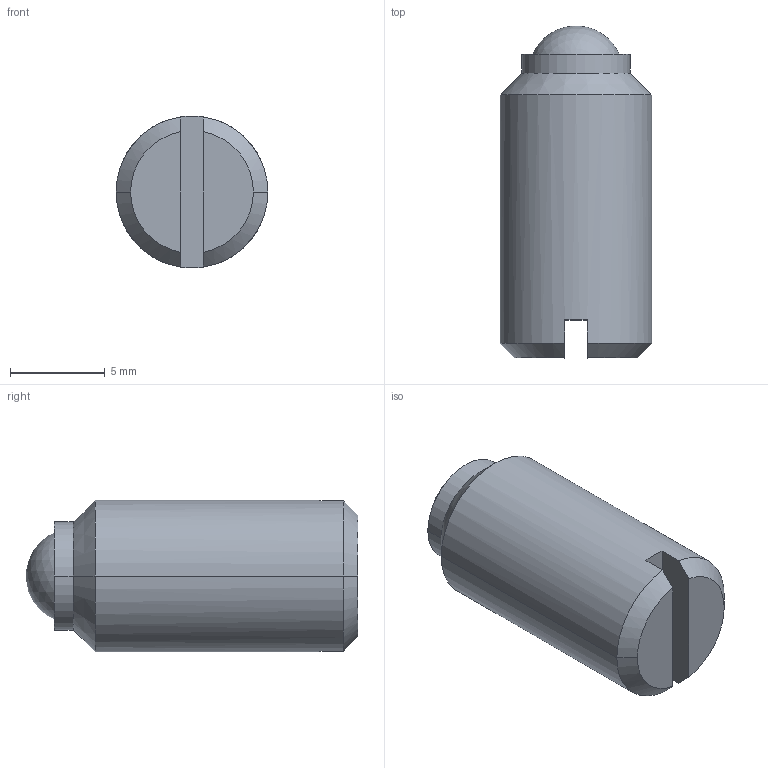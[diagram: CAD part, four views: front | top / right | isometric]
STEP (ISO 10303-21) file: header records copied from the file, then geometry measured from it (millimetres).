
FILE_DESCRIPTION( ( '' ), '1' );
FILE_NAME( 'K0310.08_(0).stp', '2012-11-01T10:51:42', ( '' ), ( '' ), ' ', ' ', ' ' );
FILE_SCHEMA( ( 'CONFIG_CONTROL_DESIGN' ) );
Length unit declared in the file: millimetre
Products named in the file (1): 1
Bounding box: 8 x 17.48 x 8 mm (x, y, z)
Volume: 707.2 mm3; surface area: 633.6 mm2
Topology: 1 solids, 2 shells, 23 faces, 48 edges, 30 vertices
Faces by surface type: cylinder 8, plane 7, cone 6, sphere 2
Entity records: 656 total; most frequent: DIRECTION 116, CARTESIAN_POINT 110, ORIENTED_EDGE 96, AXIS2_PLACEMENT_3D 48, EDGE_CURVE 48, VERTEX_POINT 30, EDGE_LOOP 24, CIRCLE 24
